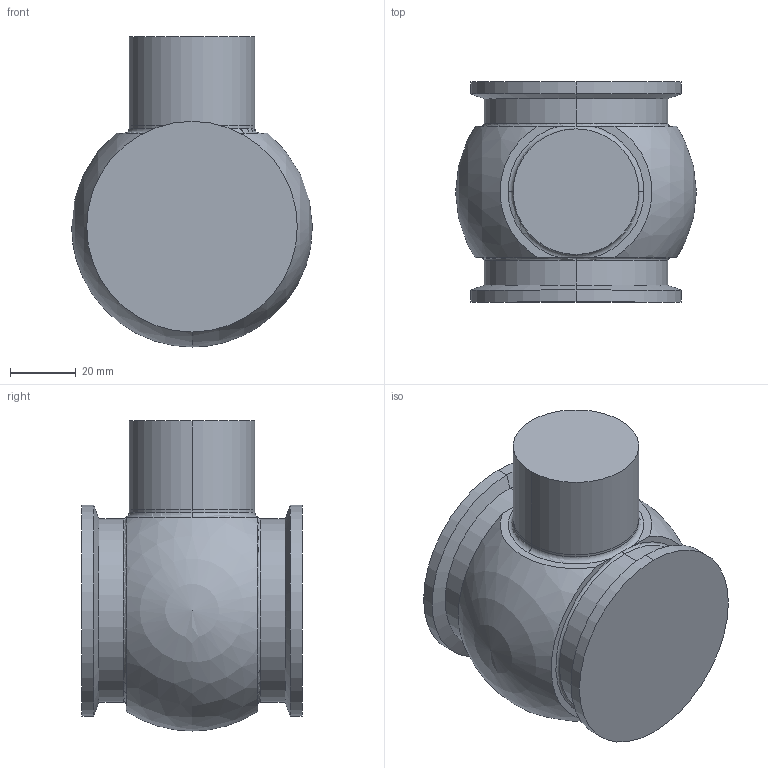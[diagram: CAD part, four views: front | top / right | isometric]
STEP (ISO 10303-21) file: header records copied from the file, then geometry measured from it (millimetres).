
FILE_DESCRIPTION (( 'STEP AP214' ), '1' );
FILE_NAME ('106061.STEP', '2017-11-02T20:58:40', ( '' ), ( '' ), 'SwSTEP 2.0', 'SolidWorks 2014', '' );
FILE_SCHEMA (( 'AUTOMOTIVE_DESIGN' ));
Length unit declared in the file: inch
Products named in the file (1): 106061
Bounding box: 73 x 66.8 x 94.03 mm (x, y, z)
Volume: 248970.4 mm3; surface area: 25623.4 mm2
Topology: 1 solids, 1 shells, 31 faces, 76 edges, 45 vertices
Faces by surface type: cylinder 12, plane 7, torus 6, cone 4, sphere 2
Entity records: 944 total; most frequent: CARTESIAN_POINT 185, DIRECTION 170, ORIENTED_EDGE 142, AXIS2_PLACEMENT_3D 75, EDGE_CURVE 71, CIRCLE 43, VERTEX_POINT 42, FACE_OUTER_BOUND 31
